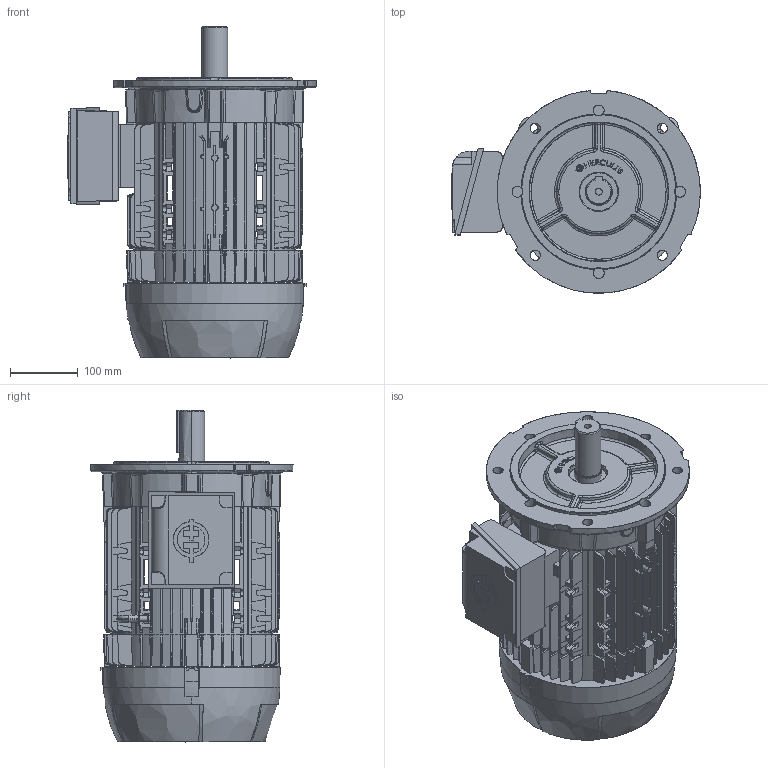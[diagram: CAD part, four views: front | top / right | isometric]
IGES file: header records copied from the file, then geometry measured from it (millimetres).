
Start section: SolidWorks IGES file using analytic representation for surfaces
Global section: file name: 132ML_SP_FF_RIGHT.igs; native system: SolidWorks 2020; preprocessor: SolidWorks 2020; author: klemz; date: 220727.094114; units: millimetre
Bounding box: 367.07 x 299.19 x 490 mm (x, y, z)
Surface area: 964176 mm2 (no closed solid volume)
Topology: 0 solids, 0 shells, 2279 faces, 23866 edges, 23839 vertices
Faces by surface type: bspline 1711, revolution 568
